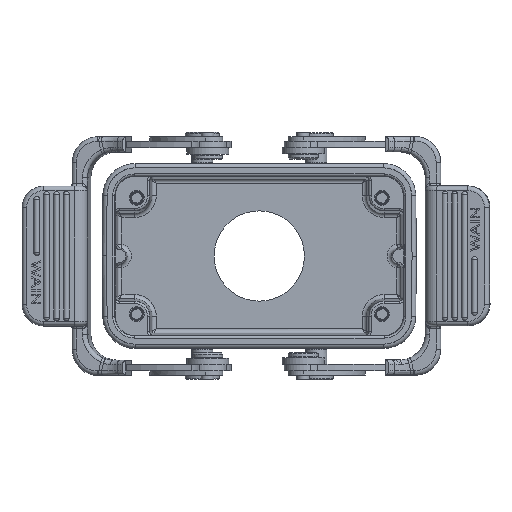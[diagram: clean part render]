
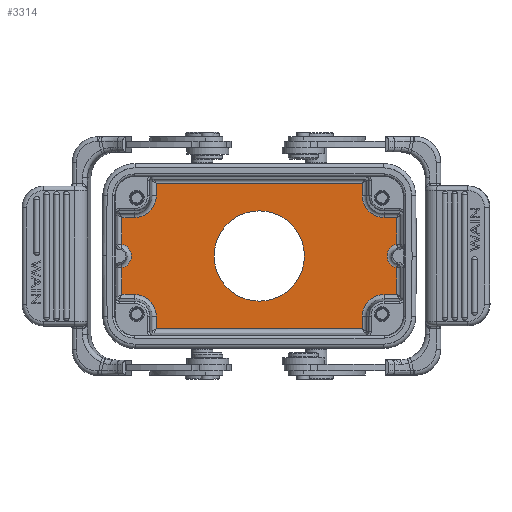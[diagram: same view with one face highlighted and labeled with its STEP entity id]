
A CAD part, front view. The second image highlights one B-rep face of the part: STEP entity #3314.
In plain terms, the highlighted planar face has unit normal (0, -1, 0).
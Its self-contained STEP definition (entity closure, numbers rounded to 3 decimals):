
#473=CIRCLE('',#26527,5.053);
#530=CIRCLE('',#26627,2.772);
#535=CIRCLE('',#26643,5.053);
#540=CIRCLE('',#26658,5.053);
#548=CIRCLE('',#26673,2.772);
#553=CIRCLE('',#26685,10.5);
#554=CIRCLE('',#26686,5.053);
#3314=ADVANCED_FACE('',(#9871,#9872),#4724,.T.);
#4724=PLANE('',#26687);
#5862=LINE('',#37422,#8058);
#5866=LINE('',#37452,#8062);
#5869=LINE('',#37607,#8065);
#5908=LINE('',#38025,#8104);
#5914=LINE('',#38219,#8110);
#5917=LINE('',#38248,#8113);
#5922=LINE('',#38409,#8118);
#5926=LINE('',#38567,#8122);
#5929=LINE('',#38596,#8125);
#5932=LINE('',#38751,#8128);
#5936=LINE('',#38997,#8132);
#5937=LINE('',#39001,#8133);
#5938=LINE('',#39003,#8134);
#5939=LINE('',#39007,#8135);
#8058=VECTOR('',#29649,1.);
#8062=VECTOR('',#29667,1.);
#8065=VECTOR('',#29678,1.);
#8104=VECTOR('',#29909,1.);
#8110=VECTOR('',#29933,1.);
#8113=VECTOR('',#29950,1.);
#8118=VECTOR('',#29963,1.);
#8122=VECTOR('',#29975,1.);
#8125=VECTOR('',#29992,1.);
#8128=VECTOR('',#30003,1.);
#8132=VECTOR('',#30045,1.);
#8133=VECTOR('',#30050,1.);
#8134=VECTOR('',#30051,1.);
#8135=VECTOR('',#30054,1.);
#9871=FACE_BOUND('',#10594,.T.);
#9872=FACE_BOUND('',#10595,.T.);
#10594=EDGE_LOOP('',(#14260));
#10595=EDGE_LOOP('',(#14261,#14262,#14263,#14264,#14265,#14266,#14267,#14268,
#14269,#14270,#14271,#14272,#14273,#14274,#14275,#14276,#14277,#14278,#14279,
#14280));
#14260=ORIENTED_EDGE('',*,*,#23288,.F.);
#14261=ORIENTED_EDGE('',*,*,#23276,.T.);
#14262=ORIENTED_EDGE('',*,*,#23267,.F.);
#14263=ORIENTED_EDGE('',*,*,#23261,.F.);
#14264=ORIENTED_EDGE('',*,*,#23259,.T.);
#14265=ORIENTED_EDGE('',*,*,#23254,.F.);
#14266=ORIENTED_EDGE('',*,*,#23247,.F.);
#14267=ORIENTED_EDGE('',*,*,#23239,.F.);
#14268=ORIENTED_EDGE('',*,*,#23237,.T.);
#14269=ORIENTED_EDGE('',*,*,#23232,.F.);
#14270=ORIENTED_EDGE('',*,*,#23219,.F.);
#14271=ORIENTED_EDGE('',*,*,#23216,.T.);
#14272=ORIENTED_EDGE('',*,*,#23289,.F.);
#14273=ORIENTED_EDGE('',*,*,#23290,.F.);
#14274=ORIENTED_EDGE('',*,*,#23291,.T.);
#14275=ORIENTED_EDGE('',*,*,#23292,.F.);
#14276=ORIENTED_EDGE('',*,*,#23114,.F.);
#14277=ORIENTED_EDGE('',*,*,#23108,.F.);
#14278=ORIENTED_EDGE('',*,*,#23106,.T.);
#14279=ORIENTED_EDGE('',*,*,#23100,.F.);
#14280=ORIENTED_EDGE('',*,*,#23287,.F.);
#20498=VERTEX_POINT('',#37421);
#20499=VERTEX_POINT('',#37423);
#20501=VERTEX_POINT('',#37449);
#20502=VERTEX_POINT('',#37453);
#20504=VERTEX_POINT('',#37608);
#20563=VERTEX_POINT('',#38014);
#20564=VERTEX_POINT('',#38018);
#20567=VERTEX_POINT('',#38026);
#20572=VERTEX_POINT('',#38220);
#20574=VERTEX_POINT('',#38245);
#20575=VERTEX_POINT('',#38249);
#20579=VERTEX_POINT('',#38410);
#20582=VERTEX_POINT('',#38568);
#20584=VERTEX_POINT('',#38593);
#20585=VERTEX_POINT('',#38597);
#20587=VERTEX_POINT('',#38752);
#20592=VERTEX_POINT('',#38814);
#20596=VERTEX_POINT('',#39000);
#20597=VERTEX_POINT('',#39002);
#20598=VERTEX_POINT('',#39004);
#20599=VERTEX_POINT('',#39006);
#23100=EDGE_CURVE('',#20498,#20499,#5862,.T.);
#23106=EDGE_CURVE('',#20501,#20499,#473,.T.);
#23108=EDGE_CURVE('',#20501,#20502,#5866,.T.);
#23114=EDGE_CURVE('',#20502,#20504,#5869,.T.);
#23216=EDGE_CURVE('',#20564,#20563,#530,.T.);
#23219=EDGE_CURVE('',#20564,#20567,#5908,.T.);
#23232=EDGE_CURVE('',#20567,#20572,#5914,.T.);
#23237=EDGE_CURVE('',#20574,#20572,#535,.T.);
#23239=EDGE_CURVE('',#20574,#20575,#5917,.T.);
#23247=EDGE_CURVE('',#20575,#20579,#5922,.T.);
#23254=EDGE_CURVE('',#20579,#20582,#5926,.T.);
#23259=EDGE_CURVE('',#20584,#20582,#540,.T.);
#23261=EDGE_CURVE('',#20584,#20585,#5929,.T.);
#23267=EDGE_CURVE('',#20585,#20587,#5932,.T.);
#23276=EDGE_CURVE('',#20592,#20587,#548,.T.);
#23287=EDGE_CURVE('',#20592,#20498,#5936,.T.);
#23288=EDGE_CURVE('',#20596,#20596,#553,.T.);
#23289=EDGE_CURVE('',#20597,#20563,#5937,.T.);
#23290=EDGE_CURVE('',#20598,#20597,#5938,.T.);
#23291=EDGE_CURVE('',#20598,#20599,#554,.T.);
#23292=EDGE_CURVE('',#20504,#20599,#5939,.T.);
#26527=AXIS2_PLACEMENT_3D('',#37448,#29661,#29662);
#26627=AXIS2_PLACEMENT_3D('',#38019,#29902,#29903);
#26643=AXIS2_PLACEMENT_3D('',#38244,#29944,#29945);
#26658=AXIS2_PLACEMENT_3D('',#38592,#29986,#29987);
#26673=AXIS2_PLACEMENT_3D('',#38813,#30020,#30021);
#26685=AXIS2_PLACEMENT_3D('',#38999,#30048,#30049);
#26686=AXIS2_PLACEMENT_3D('',#39005,#30052,#30053);
#26687=AXIS2_PLACEMENT_3D('',#39008,#30055,#30056);
#29649=DIRECTION('',(-1.,0.,0.));
#29661=DIRECTION('',(0.,1.,0.));
#29662=DIRECTION('',(0.,0.,-1.));
#29667=DIRECTION('',(0.,0.,-1.));
#29678=DIRECTION('',(-1.,0.,0.));
#29902=DIRECTION('',(0.,1.,0.));
#29903=DIRECTION('',(0.,0.,-1.));
#29909=DIRECTION('',(0.,0.,1.));
#29933=DIRECTION('',(1.,0.,0.));
#29944=DIRECTION('',(0.,1.,0.));
#29945=DIRECTION('',(0.,0.,-1.));
#29950=DIRECTION('',(0.,0.,1.));
#29963=DIRECTION('',(1.,0.,0.));
#29975=DIRECTION('',(0.,0.,-1.));
#29986=DIRECTION('',(0.,1.,0.));
#29987=DIRECTION('',(0.,0.,-1.));
#29992=DIRECTION('',(1.,0.,0.));
#30003=DIRECTION('',(0.,0.,-1.));
#30020=DIRECTION('',(0.,1.,0.));
#30021=DIRECTION('',(0.,0.,-1.));
#30045=DIRECTION('',(0.,0.,-1.));
#30048=DIRECTION('',(0.,-1.,0.));
#30049=DIRECTION('',(0.,0.,-1.));
#30050=DIRECTION('',(0.,0.,1.));
#30051=DIRECTION('',(-1.,0.,0.));
#30052=DIRECTION('',(0.,1.,0.));
#30053=DIRECTION('',(0.,0.,-1.));
#30054=DIRECTION('',(0.,0.,1.));
#30055=DIRECTION('',(0.,-1.,0.));
#30056=DIRECTION('',(0.,0.,-1.));
#37421=CARTESIAN_POINT('',(31.947,19.35,-8.947));
#37422=CARTESIAN_POINT('',(29.,19.35,-8.947));
#37423=CARTESIAN_POINT('',(29.,19.35,-8.947));
#37448=CARTESIAN_POINT('',(29.,19.35,-14.));
#37449=CARTESIAN_POINT('',(23.947,19.35,-14.));
#37452=CARTESIAN_POINT('',(23.947,19.35,-21.5));
#37453=CARTESIAN_POINT('',(23.947,19.35,-16.947));
#37607=CARTESIAN_POINT('',(-29.,19.35,-16.947));
#37608=CARTESIAN_POINT('',(-23.947,19.35,-16.947));
#38014=CARTESIAN_POINT('',(-31.947,19.35,-2.717));
#38018=CARTESIAN_POINT('',(-31.947,19.35,2.717));
#38019=CARTESIAN_POINT('',(-32.5,19.35,0.));
#38025=CARTESIAN_POINT('',(-31.947,19.35,14.));
#38026=CARTESIAN_POINT('',(-31.947,19.35,8.947));
#38219=CARTESIAN_POINT('',(32.5,19.35,8.947));
#38220=CARTESIAN_POINT('',(-29.,19.35,8.947));
#38244=CARTESIAN_POINT('',(-29.,19.35,14.));
#38245=CARTESIAN_POINT('',(-23.947,19.35,14.));
#38248=CARTESIAN_POINT('',(-23.947,19.35,-21.5));
#38249=CARTESIAN_POINT('',(-23.947,19.35,16.947));
#38409=CARTESIAN_POINT('',(29.,19.35,16.947));
#38410=CARTESIAN_POINT('',(23.947,19.35,16.947));
#38567=CARTESIAN_POINT('',(23.947,19.35,14.));
#38568=CARTESIAN_POINT('',(23.947,19.35,14.));
#38592=CARTESIAN_POINT('',(29.,19.35,14.));
#38593=CARTESIAN_POINT('',(29.,19.35,8.947));
#38596=CARTESIAN_POINT('',(0.,19.35,8.947));
#38597=CARTESIAN_POINT('',(31.947,19.35,8.947));
#38751=CARTESIAN_POINT('',(31.947,19.35,-21.5));
#38752=CARTESIAN_POINT('',(31.947,19.35,2.717));
#38813=CARTESIAN_POINT('',(32.5,19.35,0.));
#38814=CARTESIAN_POINT('',(31.947,19.35,-2.717));
#38997=CARTESIAN_POINT('',(31.947,19.35,-14.));
#38999=CARTESIAN_POINT('',(0.,19.35,0.));
#39000=CARTESIAN_POINT('',(0.,19.35,-10.5));
#39001=CARTESIAN_POINT('',(-31.947,19.35,-21.5));
#39002=CARTESIAN_POINT('',(-31.947,19.35,-8.947));
#39003=CARTESIAN_POINT('',(0.,19.35,-8.947));
#39004=CARTESIAN_POINT('',(-29.,19.35,-8.947));
#39005=CARTESIAN_POINT('',(-29.,19.35,-14.));
#39006=CARTESIAN_POINT('',(-23.947,19.35,-14.));
#39007=CARTESIAN_POINT('',(-23.947,19.35,-14.));
#39008=CARTESIAN_POINT('',(0.,19.35,-21.5));
